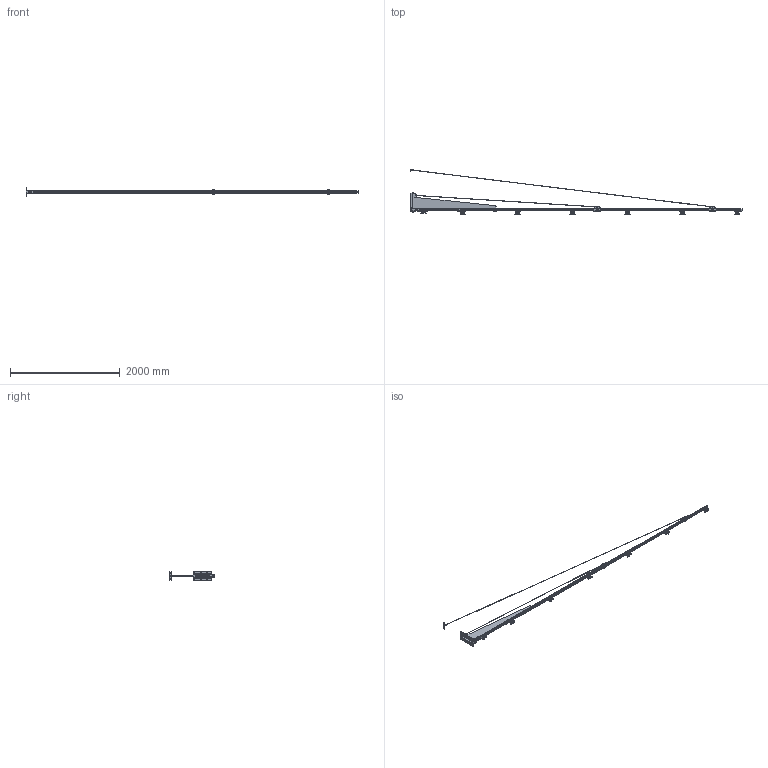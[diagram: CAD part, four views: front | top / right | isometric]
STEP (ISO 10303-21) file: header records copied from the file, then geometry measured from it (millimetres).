
FILE_DESCRIPTION (( 'STEP AP203' ), '1' );
FILE_NAME ('1706019399001.STEP', '2020-01-29T13:41:04', ( '' ), ( '' ), 'SwSTEP 2.0', 'SolidWorks 2018', '' );
FILE_SCHEMA (( 'CONFIG_CONTROL_DESIGN' ));
Products named in the file (1): 1706019399001
Bounding box: 6053.2 x 835.3 x 170 mm (x, y, z)
Surface area: 2138815.3 mm2 (no closed solid volume)
Topology: 0 solids, 385 shells, 1142 faces, 5444 edges, 4609 vertices
Faces by surface type: plane 628, cylinder 305, cone 108, bspline 75, torus 26
Entity records: 95561 total; most frequent: CARTESIAN_POINT 54609, DIRECTION 8104, ORIENTED_EDGE 6773, EDGE_CURVE 5444, VERTEX_POINT 4609, AXIS2_PLACEMENT_3D 2881, LINE 2342, VECTOR 2342
